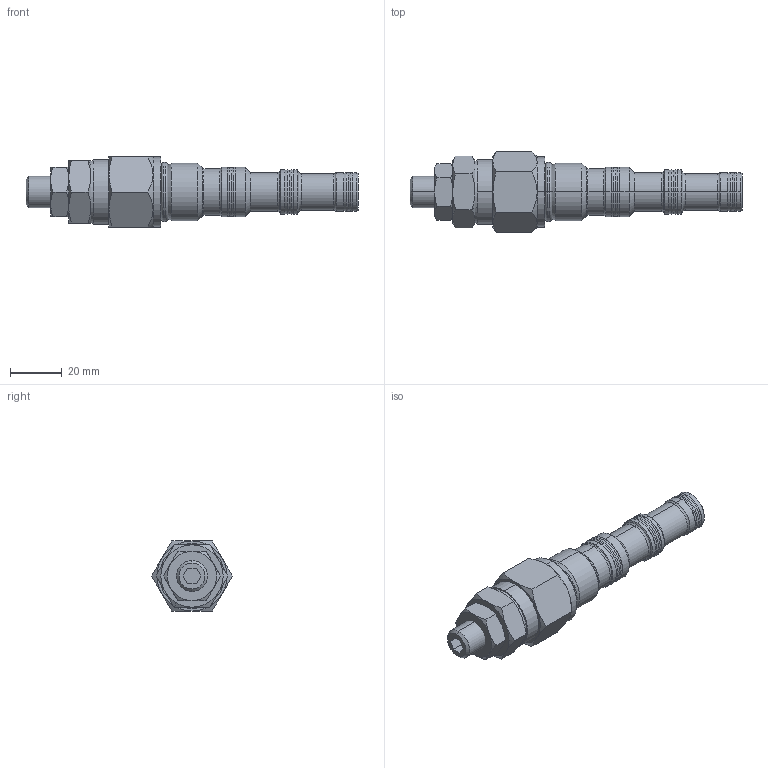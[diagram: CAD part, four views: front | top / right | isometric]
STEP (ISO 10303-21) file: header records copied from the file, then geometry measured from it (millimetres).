
FILE_DESCRIPTION (( 'STEP AP214' ), '1' );
FILE_NAME ('385.022-102-H_Kunde.STEP', '2017-03-14T08:09:54', ( 'User' ), ( '' ), 'SwSTEP 2.0', 'SolidWorks 2016', '' );
FILE_SCHEMA (( 'AUTOMOTIVE_DESIGN' ));
Length unit declared in the file: millimetre
Products named in the file (1): 385.022-102-H_Kunde
Bounding box: 128 x 31.18 x 27 mm (x, y, z)
Volume: 45531.2 mm3; surface area: 19587.9 mm2
Topology: 9 solids, 9 shells, 271 faces, 547 edges, 306 vertices
Faces by surface type: cone 94, cylinder 66, plane 55, torus 48, bspline 8
Entity records: 7516 total; most frequent: CARTESIAN_POINT 1623, DIRECTION 1306, ORIENTED_EDGE 1090, AXIS2_PLACEMENT_3D 569, EDGE_CURVE 545, VERTEX_POINT 306, CIRCLE 305, EDGE_LOOP 289
